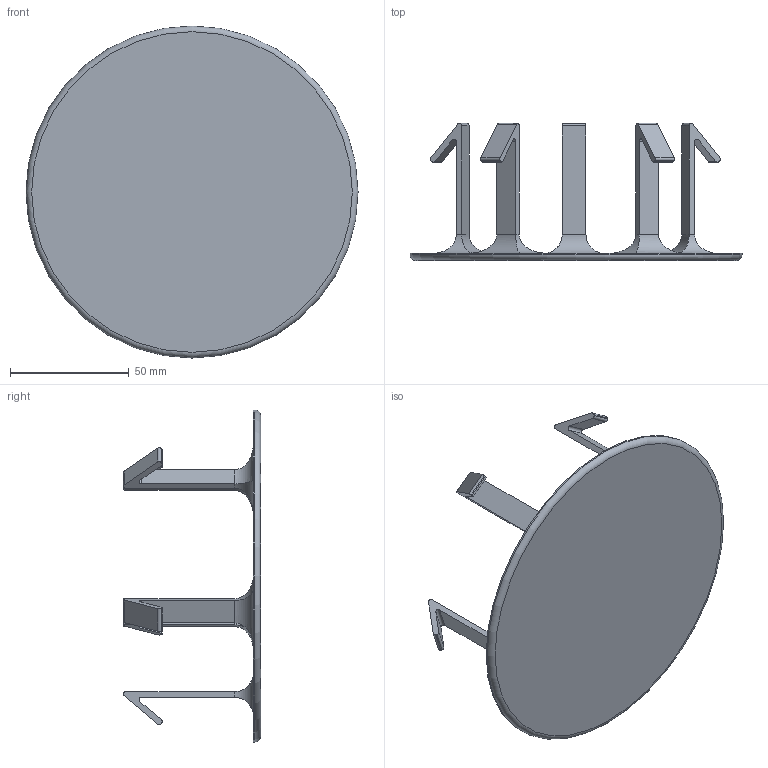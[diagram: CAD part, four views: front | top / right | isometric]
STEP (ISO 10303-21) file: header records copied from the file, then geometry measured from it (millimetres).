
FILE_DESCRIPTION(/* description */ (''),/* implementation_level */ '2;1');
FILE_NAME(/* name */ '4 inch can light blank cover v2.step',/* time_stamp */ '2024-06-11T15:42:21-04:00',/* author */ (''),/* organization */ (''),/* preprocessor_version */ 'ST-DEVELOPER v20',/* originating_system */ 'Autodesk Translation Framework v12.20.1.177',/* authorisation */ '');
FILE_SCHEMA (('AUTOMOTIVE_DESIGN { 1 0 10303 214 3 1 1 }'));
Length unit declared in the file: millimetre
Products named in the file (1): 4 inch can light blank cover
Bounding box: 140 x 57.85 x 140 mm (x, y, z)
Volume: 56968.3 mm3; surface area: 40006.4 mm2
Topology: 1 solids, 1 shells, 79 faces, 196 edges, 124 vertices
Faces by surface type: cylinder 41, plane 37, torus 1
Full cylindrical faces by diameter (mm): 140 x1
Entity records: 2368 total; most frequent: DIRECTION 421, CARTESIAN_POINT 400, ORIENTED_EDGE 392, EDGE_CURVE 196, AXIS2_PLACEMENT_3D 145, LINE 131, VECTOR 131, VERTEX_POINT 124
